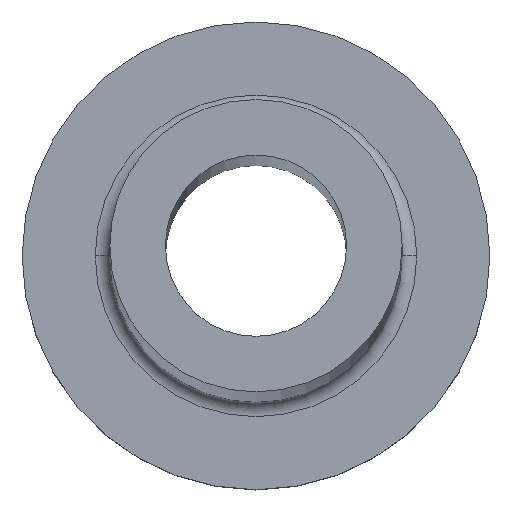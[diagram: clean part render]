
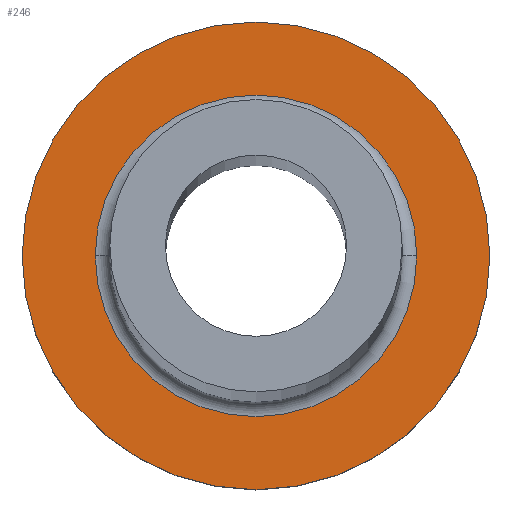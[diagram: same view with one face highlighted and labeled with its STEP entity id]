
A CAD part, top view. The second image highlights one B-rep face of the part: STEP entity #246.
In plain terms, the highlighted planar face has unit normal (0, 0, 1).
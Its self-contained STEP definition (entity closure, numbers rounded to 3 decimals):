
#2 = AXIS2_PLACEMENT_3D ( 'NONE', #271, #16, #44 ) ;
#16 = DIRECTION ( 'NONE',  ( 0., 0., -1. ) ) ;
#25 = CARTESIAN_POINT ( 'NONE',  ( 0., 0., 5. ) ) ;
#39 = CARTESIAN_POINT ( 'NONE',  ( 0., 0., 5. ) ) ;
#44 = DIRECTION ( 'NONE',  ( 1., 0., 0. ) ) ;
#47 = VERTEX_POINT ( 'NONE', #288 ) ;
#66 = FACE_OUTER_BOUND ( 'NONE', #363, .T. ) ;
#87 = CARTESIAN_POINT ( 'NONE',  ( 5.5, 0., 5. ) ) ;
#91 = CARTESIAN_POINT ( 'NONE',  ( 0., 0., 5. ) ) ;
#93 = FACE_BOUND ( 'NONE', #308, .T. ) ;
#117 = CARTESIAN_POINT ( 'NONE',  ( -5.5, 0., 5. ) ) ;
#118 = CARTESIAN_POINT ( 'NONE',  ( 0., 0., 5. ) ) ;
#125 = ORIENTED_EDGE ( 'NONE', *, *, #291, .T. ) ;
#126 = CIRCLE ( 'NONE', #376, 8. ) ;
#135 = DIRECTION ( 'NONE',  ( 1., 0., 0. ) ) ;
#136 = EDGE_CURVE ( 'NONE', #211, #188, #153, .T. ) ;
#147 = AXIS2_PLACEMENT_3D ( 'NONE', #39, #230, #296 ) ;
#148 = AXIS2_PLACEMENT_3D ( 'NONE', #91, #354, #208 ) ;
#153 = CIRCLE ( 'NONE', #177, 5.5 ) ;
#164 = CIRCLE ( 'NONE', #148, 8. ) ;
#168 = DIRECTION ( 'NONE',  ( 0., 0., -1. ) ) ;
#174 = PLANE ( 'NONE',  #147 ) ;
#177 = AXIS2_PLACEMENT_3D ( 'NONE', #25, #168, #135 ) ;
#184 = ORIENTED_EDGE ( 'NONE', *, *, #136, .T. ) ;
#188 = VERTEX_POINT ( 'NONE', #87 ) ;
#208 = DIRECTION ( 'NONE',  ( 1., 0., 0. ) ) ;
#210 = CARTESIAN_POINT ( 'NONE',  ( -8., 0., 5. ) ) ;
#211 = VERTEX_POINT ( 'NONE', #117 ) ;
#230 = DIRECTION ( 'NONE',  ( 0., 0., 1. ) ) ;
#233 = CIRCLE ( 'NONE', #2, 5.5 ) ;
#246 = ADVANCED_FACE ( 'NONE', ( #93, #66 ), #174, .T. ) ;
#271 = CARTESIAN_POINT ( 'NONE',  ( 0., 0., 5. ) ) ;
#288 = CARTESIAN_POINT ( 'NONE',  ( 8., 0., 5. ) ) ;
#291 = EDGE_CURVE ( 'NONE', #47, #371, #126, .T. ) ;
#292 = DIRECTION ( 'NONE',  ( 0., 0., 1. ) ) ;
#296 = DIRECTION ( 'NONE',  ( 1., 0., 0. ) ) ;
#308 = EDGE_LOOP ( 'NONE', ( #345, #184 ) ) ;
#311 = EDGE_CURVE ( 'NONE', #371, #47, #164, .T. ) ;
#312 = ORIENTED_EDGE ( 'NONE', *, *, #311, .T. ) ;
#325 = DIRECTION ( 'NONE',  ( 1., 0., 0. ) ) ;
#345 = ORIENTED_EDGE ( 'NONE', *, *, #368, .T. ) ;
#354 = DIRECTION ( 'NONE',  ( 0., 0., 1. ) ) ;
#363 = EDGE_LOOP ( 'NONE', ( #312, #125 ) ) ;
#368 = EDGE_CURVE ( 'NONE', #188, #211, #233, .T. ) ;
#371 = VERTEX_POINT ( 'NONE', #210 ) ;
#376 = AXIS2_PLACEMENT_3D ( 'NONE', #118, #292, #325 ) ;
